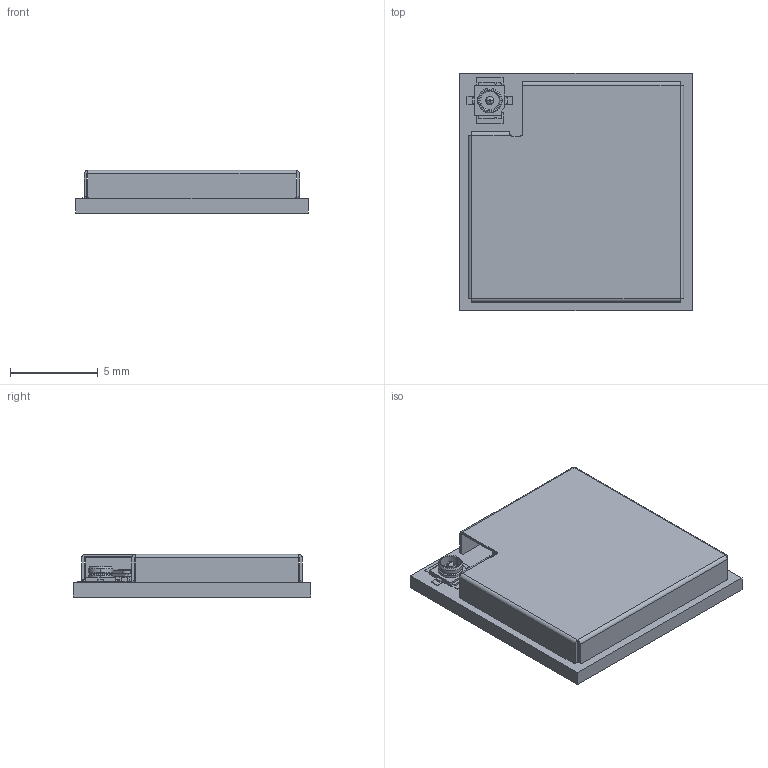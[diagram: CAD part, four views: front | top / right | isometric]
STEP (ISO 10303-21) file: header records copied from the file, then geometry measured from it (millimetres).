
FILE_DESCRIPTION (( 'STEP AP214' ), '1' );
FILE_NAME ('ESP32-MINI-1U_V1-20230728.STEP', '2023-07-28T13:25:02', ( 'Windows User' ), ( 'P R C' ), 'SwSTEP 2.0', 'SolidWorks 2022', '' );
FILE_SCHEMA (( 'AUTOMOTIVE_DESIGN' ));
Length unit declared in the file: millimetre
Products named in the file (30): uid__9223372036867597330; C0402_20210301.xtd; Submodel-D__3D_design_ESP32_Module_module_ESP32-MINI-1U_V1_20201215_3D_PCB_ESP32-MINI-1U_V1.0_20201215_PCB_3D_ImportedPartModels_ESP32_5x5_20210301.STEP; Submodel-D__3D_design_ESP32_Module_module_ESP32-MINI-1U_V1_20201215_3D_PCB_ESP32-MINI-1U_V1.0_20201215_PCB_3D_ImportedPartModels_L0201_20210301.STEP; Submodel-SOD882_part_SOD882; Submodel-D__3D_design_ESP32_Module_module_ESP32-MINI-1U_V1_20201215_3D_PCB_ESP32-MINI-1U_V1.0_20201215_PCB_3D_ImportedPartModels_XTAL3225_20210301.STEP; ShieldBox_ESP32-MINI-1U_V1.0_20201218; ESP32_5x5_20210301.xtd; DFN1006.xtd; Submodel-D__3D_design_ESP32_Module_module_ESP32-MINI-1U_V1_20201215_3D_PCB_ESP32-MINI-1U_V1.0_20201215_PCB_3D_ImportedPartModels_ipx3.STEP; Submodel-C0402_part_C0402; DesignRootModel; XTAL3225_20210301.xtd; C0201_20210301.xtd; ipx3.xtd; Imported; Submodel-QFN48EB_0P35_5_part_QFN48EB_0P35_5; Submodel-IPEX_4P_part_IPEX_4P; Submodel-D__3D_design_ESP32_Module_module_ESP32-MINI-1U_V1_20201215_3D_PCB_ESP32-MINI-1U_V1.0_20201215_PCB_3D_ImportedPartModels_DFN1006.STEP; Submodel-R0201_part_R0201; Submodel-L0201_part_L0201; Submodel-C0201_part_C0201; Submodel-XTAL3225_part_XTAL3225; Submodel-D__3D_design_ESP32_Module_module_ESP32-MINI-1U_V1_20201215_3D_PCB_ESP32-MINI-1U_V1.0_20201215_PCB_3D_ImportedPartModels_C0402_20210301.STEP; Submodel-D__3D_design_ESP32_Module_module_ESP32-MINI-1U_V1_20201215_3D_PCB_ESP32-MINI-1U_V1.0_20201215_PCB_3D_ImportedPartModels_C0201_20210301.STEP; R0201_20210301.xtd; ESP32-MINI-1U_V1-20230728; ESP32-MINI-solder_pad; Submodel-D__3D_design_ESP32_Module_module_ESP32-MINI-1U_V1_20201215_3D_PCB_ESP32-MINI-1U_V1.0_20201215_PCB_3D_ImportedPartModels_R0201_20210301.STEP; L0201_20210301.xtd
Assembly tree (46 placements, depth 5):
  ESP32-MINI-1U_V1-20230728
    DesignRootModel
      uid__9223372036867597330
      Submodel-QFN48EB_0P35_5_part_QFN48EB_0P35_5
        Submodel-D__3D_design_ESP32_Module_module_ESP32-MINI-1U_V1_20201215_3D_PCB_ESP32-MINI-1U_V1.0_20201215_PCB_3D_ImportedPartModels_ESP32_5x5_20210301.STEP
          ESP32_5x5_20210301.xtd
      Submodel-SOD882_part_SOD882
        Submodel-D__3D_design_ESP32_Module_module_ESP32-MINI-1U_V1_20201215_3D_PCB_ESP32-MINI-1U_V1.0_20201215_PCB_3D_ImportedPartModels_DFN1006.STEP
          DFN1006.xtd
      Submodel-L0201_part_L0201  x2
        Submodel-D__3D_design_ESP32_Module_module_ESP32-MINI-1U_V1_20201215_3D_PCB_ESP32-MINI-1U_V1.0_20201215_PCB_3D_ImportedPartModels_L0201_20210301.STEP
          L0201_20210301.xtd
      Submodel-IPEX_4P_part_IPEX_4P
        Submodel-D__3D_design_ESP32_Module_module_ESP32-MINI-1U_V1_20201215_3D_PCB_ESP32-MINI-1U_V1.0_20201215_PCB_3D_ImportedPartModels_ipx3.STEP
          ipx3.xtd
      Submodel-C0402_part_C0402
        Submodel-D__3D_design_ESP32_Module_module_ESP32-MINI-1U_V1_20201215_3D_PCB_ESP32-MINI-1U_V1.0_20201215_PCB_3D_ImportedPartModels_C0402_20210301.STEP
          C0402_20210301.xtd
      Submodel-R0201_part_R0201  x3
        Submodel-D__3D_design_ESP32_Module_module_ESP32-MINI-1U_V1_20201215_3D_PCB_ESP32-MINI-1U_V1.0_20201215_PCB_3D_ImportedPartModels_R0201_20210301.STEP
          R0201_20210301.xtd
      Submodel-C0201_part_C0201  x15
        Submodel-D__3D_design_ESP32_Module_module_ESP32-MINI-1U_V1_20201215_3D_PCB_ESP32-MINI-1U_V1.0_20201215_PCB_3D_ImportedPartModels_C0201_20210301.STEP
          C0201_20210301.xtd
      Submodel-XTAL3225_part_XTAL3225
        Submodel-D__3D_design_ESP32_Module_module_ESP32-MINI-1U_V1_20201215_3D_PCB_ESP32-MINI-1U_V1.0_20201215_PCB_3D_ImportedPartModels_XTAL3225_20210301.STEP
          XTAL3225_20210301.xtd
    Imported
    ESP32-MINI-solder_pad
    ShieldBox_ESP32-MINI-1U_V1.0_20201218
Bounding box: 13.2 x 13.5 x 2.47 mm (x, y, z)
Volume: 208.5 mm3; surface area: 1119.2 mm2
Topology: 202 solids, 203 shells, 2933 faces, 7037 edges, 4430 vertices
Faces by surface type: plane 2187, cylinder 553, bspline 184, cone 9
Entity records: 88112 total; most frequent: CARTESIAN_POINT 16157, ORIENTED_EDGE 10570, DIRECTION 9179, EDGE_CURVE 5285, VECTOR 4123, LINE 4123, VERTEX_POINT 3478, AXIS2_PLACEMENT_3D 2528
